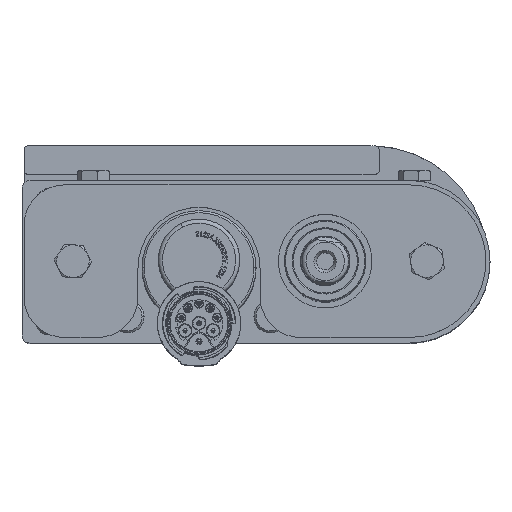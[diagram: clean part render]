
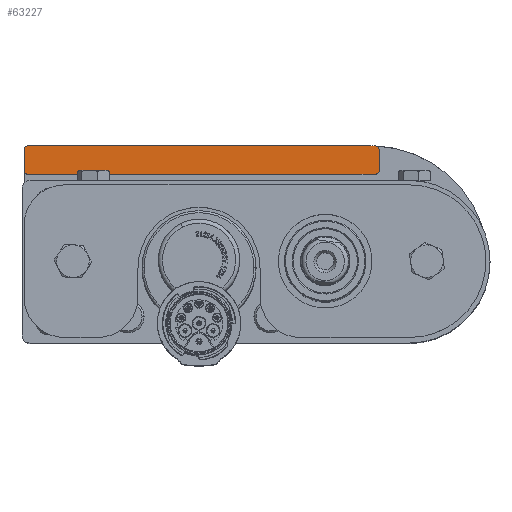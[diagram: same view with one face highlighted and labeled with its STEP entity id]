
A CAD part, top view. The second image highlights one B-rep face of the part: STEP entity #63227.
In plain terms, the highlighted planar face has unit normal (0, 0, 1).
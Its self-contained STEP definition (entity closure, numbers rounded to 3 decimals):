
#5174 = DIRECTION ( 'NONE',  ( 0., 0., 1. ) ) ;
#5611 = CARTESIAN_POINT ( 'NONE',  ( 54.5, -27.75, 13. ) ) ;
#7418 = CARTESIAN_POINT ( 'NONE',  ( -29.75, 0., 13. ) ) ;
#9680 = ORIENTED_EDGE ( 'NONE', *, *, #57713, .T. ) ;
#15000 = EDGE_CURVE ( 'NONE', #101186, #30814, #78859, .T. ) ;
#17603 = PLANE ( 'NONE',  #35431 ) ;
#23235 = CARTESIAN_POINT ( 'NONE',  ( 0., -21.75, 13. ) ) ;
#23256 = LINE ( 'NONE', #92958, #85947 ) ;
#23527 = DIRECTION ( 'NONE',  ( 1., 0., 0. ) ) ;
#25081 = CARTESIAN_POINT ( 'NONE',  ( 0., 0., 13. ) ) ;
#25236 = DIRECTION ( 'NONE',  ( 1., 0., 0. ) ) ;
#25940 = CARTESIAN_POINT ( 'NONE',  ( 55.5, -22.75, 13. ) ) ;
#26126 = DIRECTION ( 'NONE',  ( 0., 1., 0. ) ) ;
#26378 = DIRECTION ( 'NONE',  ( 0., 0., -1. ) ) ;
#26572 = DIRECTION ( 'NONE',  ( 0., 0., 1. ) ) ;
#30456 = EDGE_CURVE ( 'NONE', #111827, #127313, #23256, .T. ) ;
#30814 = VERTEX_POINT ( 'NONE', #25940 ) ;
#30941 = CARTESIAN_POINT ( 'NONE',  ( -30.75, -21.75, 13. ) ) ;
#31223 = EDGE_CURVE ( 'NONE', #78409, #102204, #53321, .T. ) ;
#35431 = AXIS2_PLACEMENT_3D ( 'NONE', #25081, #88628, #56222 ) ;
#39377 = CIRCLE ( 'NONE', #58871, 1. ) ;
#39686 = CARTESIAN_POINT ( 'NONE',  ( -31.75, -27.75, 13. ) ) ;
#40306 = EDGE_LOOP ( 'NONE', ( #87991, #42764, #110360, #104871, #86890, #9680, #90209, #120143, #100648 ) ) ;
#42764 = ORIENTED_EDGE ( 'NONE', *, *, #93092, .F. ) ;
#48401 = CARTESIAN_POINT ( 'NONE',  ( 55.5, -27.75, 13. ) ) ;
#49749 = VECTOR ( 'NONE', #26126, 1000. ) ;
#53321 = LINE ( 'NONE', #116202, #131450 ) ;
#55853 = AXIS2_PLACEMENT_3D ( 'NONE', #5611, #26572, #25236 ) ;
#56222 = DIRECTION ( 'NONE',  ( 1., 0., 0. ) ) ;
#56561 = CARTESIAN_POINT ( 'NONE',  ( 54.5, -22.75, 13. ) ) ;
#56946 = EDGE_CURVE ( 'NONE', #127313, #76251, #116856, .T. ) ;
#57713 = EDGE_CURVE ( 'NONE', #30814, #74727, #84504, .T. ) ;
#58871 = AXIS2_PLACEMENT_3D ( 'NONE', #80345, #70207, #91153 ) ;
#63227 = ADVANCED_FACE ( 'NONE', ( #76517 ), #17603, .T. ) ;
#64357 = CARTESIAN_POINT ( 'NONE',  ( 54.5, -21.75, 13. ) ) ;
#64540 = DIRECTION ( 'NONE',  ( 0., -1., 0. ) ) ;
#64969 = CARTESIAN_POINT ( 'NONE',  ( -31.75, -22.75, 13. ) ) ;
#67662 = DIRECTION ( 'NONE',  ( -1., 0., 0. ) ) ;
#69342 = CARTESIAN_POINT ( 'NONE',  ( -29.75, -28.75, 13. ) ) ;
#69390 = CARTESIAN_POINT ( 'NONE',  ( -30.977, -28.724, 13. ) ) ;
#69438 = AXIS2_PLACEMENT_3D ( 'NONE', #56561, #5174, #77540 ) ;
#70207 = DIRECTION ( 'NONE',  ( 0., 0., 1. ) ) ;
#73366 = CARTESIAN_POINT ( 'NONE',  ( -30.75, -27.75, 13. ) ) ;
#74727 = VERTEX_POINT ( 'NONE', #64357 ) ;
#76251 = VERTEX_POINT ( 'NONE', #69390 ) ;
#76517 = FACE_OUTER_BOUND ( 'NONE', #40306, .T. ) ;
#76893 = CIRCLE ( 'NONE', #111458, 28.75 ) ;
#77540 = DIRECTION ( 'NONE',  ( 1., 0., 0. ) ) ;
#77931 = AXIS2_PLACEMENT_3D ( 'NONE', #73366, #124071, #94313 ) ;
#78409 = VERTEX_POINT ( 'NONE', #69342 ) ;
#78859 = LINE ( 'NONE', #120776, #49749 ) ;
#79212 = EDGE_CURVE ( 'NONE', #92193, #74727, #126067, .T. ) ;
#80345 = CARTESIAN_POINT ( 'NONE',  ( -30.75, -22.75, 13. ) ) ;
#84504 = CIRCLE ( 'NONE', #69438, 1. ) ;
#85947 = VECTOR ( 'NONE', #64540, 1000. ) ;
#86890 = ORIENTED_EDGE ( 'NONE', *, *, #15000, .T. ) ;
#87594 = CARTESIAN_POINT ( 'NONE',  ( 54.5, -28.75, 13. ) ) ;
#87991 = ORIENTED_EDGE ( 'NONE', *, *, #56946, .T. ) ;
#88628 = DIRECTION ( 'NONE',  ( 0., 0., 1. ) ) ;
#90209 = ORIENTED_EDGE ( 'NONE', *, *, #79212, .F. ) ;
#91153 = DIRECTION ( 'NONE',  ( 1., 0., 0. ) ) ;
#92193 = VERTEX_POINT ( 'NONE', #30941 ) ;
#92958 = CARTESIAN_POINT ( 'NONE',  ( -31.75, 0., 13. ) ) ;
#93092 = EDGE_CURVE ( 'NONE', #78409, #76251, #76893, .T. ) ;
#94313 = DIRECTION ( 'NONE',  ( 1., 0., 0. ) ) ;
#100648 = ORIENTED_EDGE ( 'NONE', *, *, #30456, .T. ) ;
#100771 = EDGE_CURVE ( 'NONE', #92193, #111827, #39377, .T. ) ;
#101186 = VERTEX_POINT ( 'NONE', #48401 ) ;
#102204 = VERTEX_POINT ( 'NONE', #87594 ) ;
#104871 = ORIENTED_EDGE ( 'NONE', *, *, #113880, .T. ) ;
#105760 = DIRECTION ( 'NONE',  ( 1., 0., 0. ) ) ;
#110360 = ORIENTED_EDGE ( 'NONE', *, *, #31223, .T. ) ;
#111458 = AXIS2_PLACEMENT_3D ( 'NONE', #7418, #26378, #67662 ) ;
#111827 = VERTEX_POINT ( 'NONE', #64969 ) ;
#113880 = EDGE_CURVE ( 'NONE', #102204, #101186, #118507, .T. ) ;
#114144 = VECTOR ( 'NONE', #105760, 1000. ) ;
#116202 = CARTESIAN_POINT ( 'NONE',  ( -58.5, -28.75, 13. ) ) ;
#116856 = CIRCLE ( 'NONE', #77931, 1. ) ;
#118507 = CIRCLE ( 'NONE', #55853, 1. ) ;
#120143 = ORIENTED_EDGE ( 'NONE', *, *, #100771, .T. ) ;
#120776 = CARTESIAN_POINT ( 'NONE',  ( 55.5, 19.75, 13. ) ) ;
#124071 = DIRECTION ( 'NONE',  ( 0., 0., 1. ) ) ;
#126067 = LINE ( 'NONE', #23235, #114144 ) ;
#127313 = VERTEX_POINT ( 'NONE', #39686 ) ;
#131450 = VECTOR ( 'NONE', #23527, 1000. ) ;
